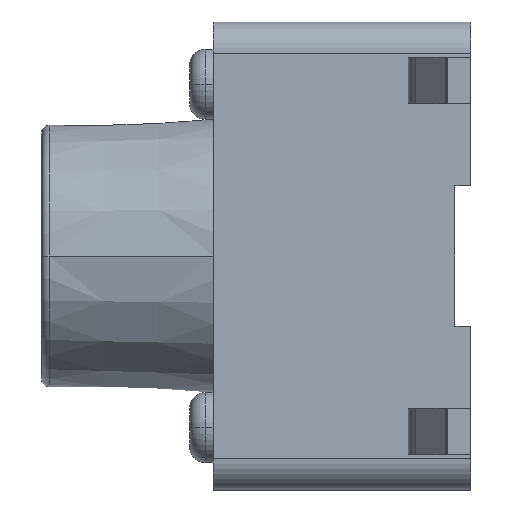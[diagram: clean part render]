
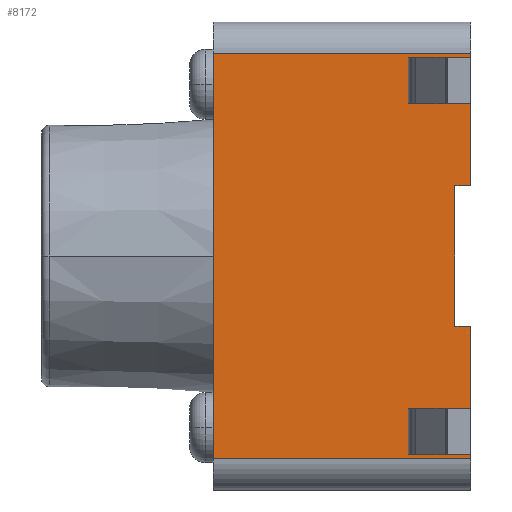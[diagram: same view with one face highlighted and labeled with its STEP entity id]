
A CAD part, left-side view. The second image highlights one B-rep face of the part: STEP entity #8172.
In plain terms, the highlighted planar face has unit normal (-1, 0, 0).
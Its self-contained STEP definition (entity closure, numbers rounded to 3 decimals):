
#39=DIRECTION('',(0.,0.,1.));
#40=VECTOR('',#39,1.7);
#41=CARTESIAN_POINT('',(-3.,0.,-2.6));
#42=LINE('',#41,#40);
#47=DIRECTION('',(0.,0.,1.));
#48=VECTOR('',#47,1.7);
#49=CARTESIAN_POINT('',(-3.,0.,0.9));
#50=LINE('',#49,#48);
#85=DIRECTION('',(0.,1.,0.));
#86=VECTOR('',#85,0.3);
#87=CARTESIAN_POINT('',(-3.,0.5,1.95));
#88=LINE('',#87,#86);
#89=DIRECTION('',(0.,0.,1.));
#90=VECTOR('',#89,0.6);
#91=CARTESIAN_POINT('',(-3.,0.5,1.95));
#92=LINE('',#91,#90);
#93=DIRECTION('',(0.,1.,0.));
#94=VECTOR('',#93,0.3);
#95=CARTESIAN_POINT('',(-3.,0.5,2.55));
#96=LINE('',#95,#94);
#97=DIRECTION('',(0.,0.,1.));
#98=VECTOR('',#97,0.6);
#99=CARTESIAN_POINT('',(-3.,0.8,1.95));
#100=LINE('',#99,#98);
#101=DIRECTION('',(0.,1.,0.));
#102=VECTOR('',#101,0.3);
#103=CARTESIAN_POINT('',(-3.,0.5,-1.95));
#104=LINE('',#103,#102);
#105=DIRECTION('',(0.,0.,-1.));
#106=VECTOR('',#105,0.6);
#107=CARTESIAN_POINT('',(-3.,0.8,-1.95));
#108=LINE('',#107,#106);
#109=DIRECTION('',(0.,1.,0.));
#110=VECTOR('',#109,0.3);
#111=CARTESIAN_POINT('',(-3.,0.5,-2.55));
#112=LINE('',#111,#110);
#113=DIRECTION('',(0.,0.,-1.));
#114=VECTOR('',#113,0.6);
#115=CARTESIAN_POINT('',(-3.,0.5,-1.95));
#116=LINE('',#115,#114);
#117=DIRECTION('',(0.,0.,1.));
#118=VECTOR('',#117,1.8);
#119=CARTESIAN_POINT('',(-3.,0.2,-0.9));
#120=LINE('',#119,#118);
#121=DIRECTION('',(0.,1.,0.));
#122=VECTOR('',#121,0.2);
#123=CARTESIAN_POINT('',(-3.,0.,-0.9));
#124=LINE('',#123,#122);
#125=DIRECTION('',(0.,-1.,0.));
#126=VECTOR('',#125,3.3);
#127=CARTESIAN_POINT('',(-3.,3.3,-2.6));
#128=LINE('',#127,#126);
#129=DIRECTION('',(0.,-1.,0.));
#130=VECTOR('',#129,3.3);
#131=CARTESIAN_POINT('',(-3.,3.3,2.6));
#132=LINE('',#131,#130);
#133=DIRECTION('',(0.,1.,0.));
#134=VECTOR('',#133,0.2);
#135=CARTESIAN_POINT('',(-3.,0.,0.9));
#136=LINE('',#135,#134);
#2508=DIRECTION('',(0.,0.,1.));
#2509=VECTOR('',#2508,5.2);
#2510=CARTESIAN_POINT('',(-3.,3.3,-2.6));
#2511=LINE('',#2510,#2509);
#6122=CARTESIAN_POINT('',(-3.,0.,2.6));
#6124=VERTEX_POINT('',#6122);
#6125=CARTESIAN_POINT('',(-3.,3.3,2.6));
#6126=VERTEX_POINT('',#6125);
#6137=CARTESIAN_POINT('',(-3.,0.,-2.6));
#6139=VERTEX_POINT('',#6137);
#6143=CARTESIAN_POINT('',(-3.,3.3,-2.6));
#6144=VERTEX_POINT('',#6143);
#6237=CARTESIAN_POINT('',(-3.,0.5,1.95));
#6238=CARTESIAN_POINT('',(-3.,0.8,1.95));
#6239=VERTEX_POINT('',#6237);
#6240=VERTEX_POINT('',#6238);
#6241=CARTESIAN_POINT('',(-3.,0.5,2.55));
#6242=CARTESIAN_POINT('',(-3.,0.8,2.55));
#6243=VERTEX_POINT('',#6241);
#6244=VERTEX_POINT('',#6242);
#6333=CARTESIAN_POINT('',(-3.,0.5,-1.95));
#6334=CARTESIAN_POINT('',(-3.,0.8,-1.95));
#6335=VERTEX_POINT('',#6333);
#6336=VERTEX_POINT('',#6334);
#6337=CARTESIAN_POINT('',(-3.,0.5,-2.55));
#6338=CARTESIAN_POINT('',(-3.,0.8,-2.55));
#6339=VERTEX_POINT('',#6337);
#6340=VERTEX_POINT('',#6338);
#6365=CARTESIAN_POINT('',(-3.,0.,-0.9));
#6367=VERTEX_POINT('',#6365);
#6369=CARTESIAN_POINT('',(-3.,0.,0.9));
#6371=VERTEX_POINT('',#6369);
#6389=CARTESIAN_POINT('',(-3.,0.2,-0.9));
#6390=CARTESIAN_POINT('',(-3.,0.2,0.9));
#6391=VERTEX_POINT('',#6389);
#6392=VERTEX_POINT('',#6390);
#8132=CARTESIAN_POINT('',(-3.,0.,-3.));
#8133=DIRECTION('',(-1.,0.,0.));
#8134=DIRECTION('',(0.,0.,1.));
#8135=AXIS2_PLACEMENT_3D('',#8132,#8133,#8134);
#8136=PLANE('',#8135);
#8138=ORIENTED_EDGE('',*,*,#8137,.F.);
#8139=ORIENTED_EDGE('',*,*,#8123,.F.);
#8140=ORIENTED_EDGE('',*,*,#8084,.F.);
#8142=ORIENTED_EDGE('',*,*,#8141,.F.);
#8144=ORIENTED_EDGE('',*,*,#8143,.T.);
#8146=ORIENTED_EDGE('',*,*,#8145,.T.);
#8147=ORIENTED_EDGE('',*,*,#8096,.F.);
#8149=ORIENTED_EDGE('',*,*,#8148,.T.);
#8150=EDGE_LOOP('',(#8138,#8139,#8140,#8142,#8144,#8146,#8147,#8149));
#8151=FACE_OUTER_BOUND('',#8150,.F.);
#8153=ORIENTED_EDGE('',*,*,#8152,.T.);
#8155=ORIENTED_EDGE('',*,*,#8154,.T.);
#8157=ORIENTED_EDGE('',*,*,#8156,.F.);
#8159=ORIENTED_EDGE('',*,*,#8158,.F.);
#8160=EDGE_LOOP('',(#8153,#8155,#8157,#8159));
#8161=FACE_BOUND('',#8160,.F.);
#8163=ORIENTED_EDGE('',*,*,#8162,.F.);
#8165=ORIENTED_EDGE('',*,*,#8164,.T.);
#8167=ORIENTED_EDGE('',*,*,#8166,.T.);
#8169=ORIENTED_EDGE('',*,*,#8168,.F.);
#8170=EDGE_LOOP('',(#8163,#8165,#8167,#8169));
#8171=FACE_BOUND('',#8170,.F.);
#8172=ADVANCED_FACE('',(#8151,#8161,#8171),#8136,.T.);
#8084=EDGE_CURVE('',#6139,#6367,#42,.T.);
#8096=EDGE_CURVE('',#6371,#6124,#50,.T.);
#8123=EDGE_CURVE('',#6367,#6391,#124,.T.);
#8137=EDGE_CURVE('',#6391,#6392,#120,.T.);
#8141=EDGE_CURVE('',#6144,#6139,#128,.T.);
#8143=EDGE_CURVE('',#6144,#6126,#2511,.T.);
#8145=EDGE_CURVE('',#6126,#6124,#132,.T.);
#8148=EDGE_CURVE('',#6371,#6392,#136,.T.);
#8152=EDGE_CURVE('',#6335,#6336,#104,.T.);
#8154=EDGE_CURVE('',#6336,#6340,#108,.T.);
#8156=EDGE_CURVE('',#6339,#6340,#112,.T.);
#8158=EDGE_CURVE('',#6335,#6339,#116,.T.);
#8162=EDGE_CURVE('',#6239,#6240,#88,.T.);
#8164=EDGE_CURVE('',#6239,#6243,#92,.T.);
#8166=EDGE_CURVE('',#6243,#6244,#96,.T.);
#8168=EDGE_CURVE('',#6240,#6244,#100,.T.);
